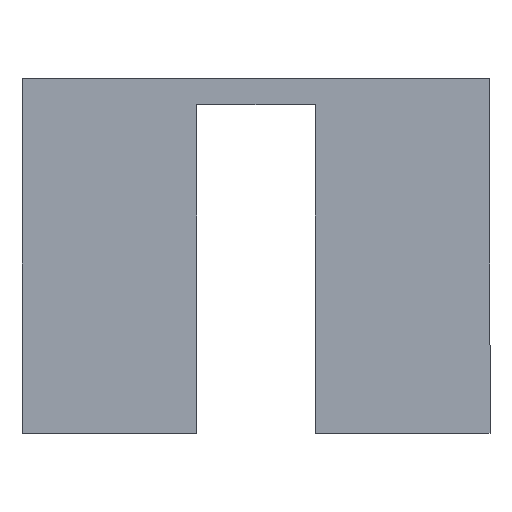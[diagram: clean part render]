
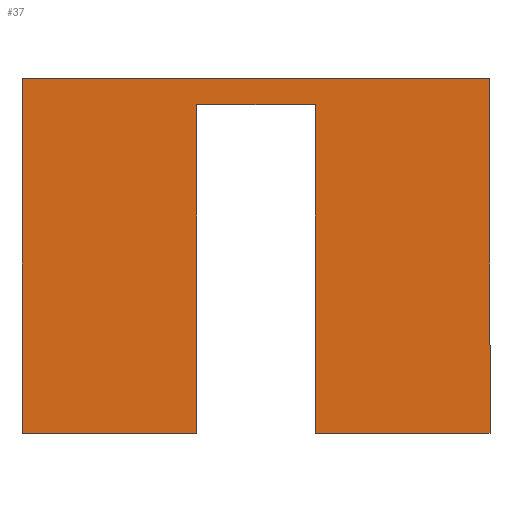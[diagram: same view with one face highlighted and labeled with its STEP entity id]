
A CAD part, top view. The second image highlights one B-rep face of the part: STEP entity #37.
In plain terms, the highlighted planar face has unit normal (0, 0, 1).
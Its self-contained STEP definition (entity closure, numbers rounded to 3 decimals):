
#4 = LINE ( 'NONE', #49, #57 ) ;
#25 = EDGE_CURVE ( 'NONE', #52, #226, #119, .T. ) ;
#30 = LINE ( 'NONE', #310, #210 ) ;
#33 = LINE ( 'NONE', #246, #103 ) ;
#34 = VERTEX_POINT ( 'NONE', #97 ) ;
#35 = LINE ( 'NONE', #114, #275 ) ;
#37 = ADVANCED_FACE ( 'NONE', ( #306 ), #41, .T. ) ;
#41 = PLANE ( 'NONE',  #265 ) ;
#45 = VECTOR ( 'NONE', #48, 1000. ) ;
#48 = DIRECTION ( 'NONE',  ( 0., -1., 0. ) ) ;
#49 = CARTESIAN_POINT ( 'NONE',  ( -365., -276.35, 12.7 ) ) ;
#52 = VERTEX_POINT ( 'NONE', #282 ) ;
#53 = CARTESIAN_POINT ( 'NONE',  ( -92.5, 235.65, 12.7 ) ) ;
#57 = VECTOR ( 'NONE', #284, 1000. ) ;
#61 = VERTEX_POINT ( 'NONE', #152 ) ;
#66 = ORIENTED_EDGE ( 'NONE', *, *, #126, .T. ) ;
#73 = VECTOR ( 'NONE', #195, 1000. ) ;
#80 = EDGE_CURVE ( 'NONE', #34, #61, #30, .T. ) ;
#92 = ORIENTED_EDGE ( 'NONE', *, *, #245, .T. ) ;
#97 = CARTESIAN_POINT ( 'NONE',  ( 365., 276.35, 12.7 ) ) ;
#103 = VECTOR ( 'NONE', #140, 1000. ) ;
#104 = EDGE_CURVE ( 'NONE', #226, #189, #209, .T. ) ;
#110 = VECTOR ( 'NONE', #228, 1000. ) ;
#112 = CARTESIAN_POINT ( 'NONE',  ( -92.5, 235.65, 12.7 ) ) ;
#114 = CARTESIAN_POINT ( 'NONE',  ( -365., -276.35, 12.7 ) ) ;
#115 = VERTEX_POINT ( 'NONE', #285 ) ;
#119 = LINE ( 'NONE', #301, #110 ) ;
#126 = EDGE_CURVE ( 'NONE', #325, #115, #4, .T. ) ;
#134 = CARTESIAN_POINT ( 'NONE',  ( -92.5, -276.35, 12.7 ) ) ;
#140 = DIRECTION ( 'NONE',  ( 0., 1., 0. ) ) ;
#141 = ORIENTED_EDGE ( 'NONE', *, *, #153, .T. ) ;
#152 = CARTESIAN_POINT ( 'NONE',  ( -365., 276.35, 12.7 ) ) ;
#153 = EDGE_CURVE ( 'NONE', #61, #225, #238, .T. ) ;
#157 = CARTESIAN_POINT ( 'NONE',  ( -365., 276.35, 12.7 ) ) ;
#183 = ORIENTED_EDGE ( 'NONE', *, *, #80, .T. ) ;
#189 = VERTEX_POINT ( 'NONE', #134 ) ;
#195 = DIRECTION ( 'NONE',  ( 0., 1., 0. ) ) ;
#209 = LINE ( 'NONE', #53, #315 ) ;
#210 = VECTOR ( 'NONE', #264, 1000. ) ;
#211 = DIRECTION ( 'NONE',  ( 0., -1., 0. ) ) ;
#213 = ORIENTED_EDGE ( 'NONE', *, *, #25, .F. ) ;
#222 = LINE ( 'NONE', #324, #73 ) ;
#223 = CARTESIAN_POINT ( 'NONE',  ( 0., 0., 12.7 ) ) ;
#225 = VERTEX_POINT ( 'NONE', #255 ) ;
#226 = VERTEX_POINT ( 'NONE', #112 ) ;
#228 = DIRECTION ( 'NONE',  ( -1., 0., 0. ) ) ;
#236 = EDGE_CURVE ( 'NONE', #325, #52, #33, .T. ) ;
#238 = LINE ( 'NONE', #157, #45 ) ;
#245 = EDGE_CURVE ( 'NONE', #115, #34, #222, .T. ) ;
#246 = CARTESIAN_POINT ( 'NONE',  ( 92.5, 235.65, 12.7 ) ) ;
#250 = DIRECTION ( 'NONE',  ( 1., 0., 0. ) ) ;
#255 = CARTESIAN_POINT ( 'NONE',  ( -365., -276.35, 12.7 ) ) ;
#264 = DIRECTION ( 'NONE',  ( -1., 0., 0. ) ) ;
#265 = AXIS2_PLACEMENT_3D ( 'NONE', #223, #276, #250 ) ;
#270 = EDGE_CURVE ( 'NONE', #225, #189, #35, .T. ) ;
#274 = DIRECTION ( 'NONE',  ( 1., 0., 0. ) ) ;
#275 = VECTOR ( 'NONE', #274, 1000. ) ;
#276 = DIRECTION ( 'NONE',  ( 0., 0., 1. ) ) ;
#282 = CARTESIAN_POINT ( 'NONE',  ( 92.5, 235.65, 12.7 ) ) ;
#284 = DIRECTION ( 'NONE',  ( 1., 0., 0. ) ) ;
#285 = CARTESIAN_POINT ( 'NONE',  ( 365., -276.35, 12.7 ) ) ;
#291 = ORIENTED_EDGE ( 'NONE', *, *, #104, .F. ) ;
#296 = CARTESIAN_POINT ( 'NONE',  ( 92.5, -276.35, 12.7 ) ) ;
#301 = CARTESIAN_POINT ( 'NONE',  ( -92.5, 235.65, 12.7 ) ) ;
#306 = FACE_OUTER_BOUND ( 'NONE', #327, .T. ) ;
#310 = CARTESIAN_POINT ( 'NONE',  ( -365., 276.35, 12.7 ) ) ;
#315 = VECTOR ( 'NONE', #211, 1000. ) ;
#319 = ORIENTED_EDGE ( 'NONE', *, *, #270, .T. ) ;
#323 = ORIENTED_EDGE ( 'NONE', *, *, #236, .F. ) ;
#324 = CARTESIAN_POINT ( 'NONE',  ( 365., 276.35, 12.7 ) ) ;
#325 = VERTEX_POINT ( 'NONE', #296 ) ;
#327 = EDGE_LOOP ( 'NONE', ( #291, #213, #323, #66, #92, #183, #141, #319 ) ) ;
